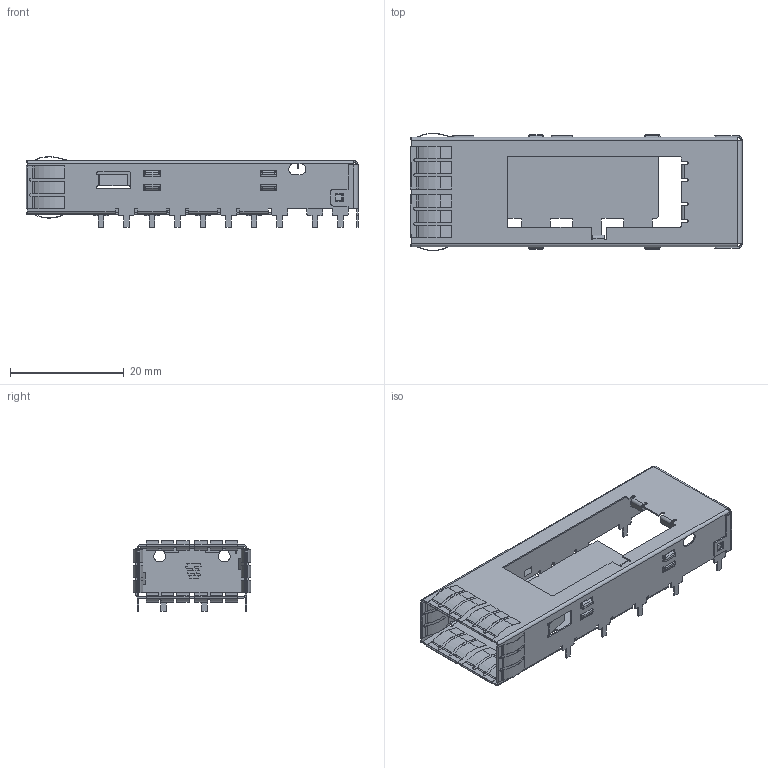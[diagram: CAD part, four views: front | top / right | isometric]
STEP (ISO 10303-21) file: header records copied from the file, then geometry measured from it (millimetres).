
FILE_DESCRIPTION((''),'2;1');
FILE_NAME('TYCO_1888617-1.stp','2014-03-04T13:59:17',(''),(''),'Mechanical Desktop 2011','Mechanical Desktop 2011',', , ');
FILE_SCHEMA(('AUTOMOTIVE_DESIGN { 1 2 10303 214 1 1 1 1 }'));
Length unit declared in the file: millimetre
Products named in the file (1): Product
Bounding box: 58.5 x 20.69 x 12.47 mm (x, y, z)
Volume: 710.4 mm3; surface area: 6605.1 mm2
Topology: 1 solids, 1 shells, 917 faces, 2735 edges, 1783 vertices
Faces by surface type: plane 489, cylinder 380, bspline 32, torus 16
Entity records: 32406 total; most frequent: CARTESIAN_POINT 7132, ORIENTED_EDGE 5470, DIRECTION 5203, EDGE_CURVE 2735, VECTOR 1911, LINE 1911, VERTEX_POINT 1783, AXIS2_PLACEMENT_3D 1646
